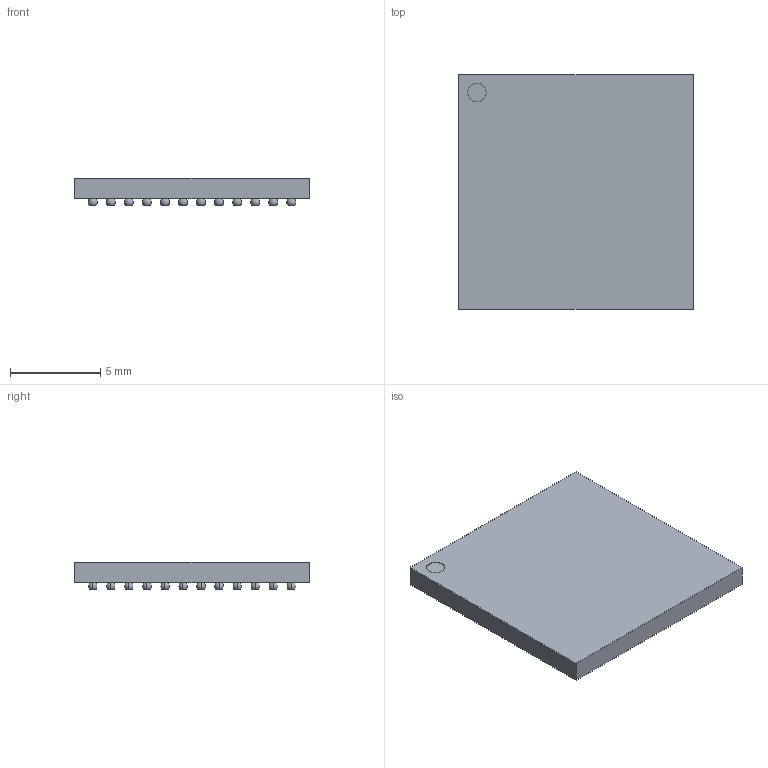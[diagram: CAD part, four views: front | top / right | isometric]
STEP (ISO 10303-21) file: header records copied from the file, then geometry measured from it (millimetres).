
FILE_DESCRIPTION((''),'2;1');
FILE_NAME('BGA144C100P12X12_1300X1300X160.stp','2010-05-11T17:25:47',(''),(''),'Mechanical Desktop 2010','Mechanical Desktop 2010',', , ');
FILE_SCHEMA(('AUTOMOTIVE_DESIGN { 1 2 10303 214 1 1 1 1 }'));
Length unit declared in the file: millimetre
Products named in the file (1): Product
Bounding box: 13 x 13 x 1.55 mm (x, y, z)
Volume: 203.2 mm3; surface area: 508.8 mm2
Topology: 145 solids, 145 shells, 585 faces, 1170 edges, 876 vertices
Faces by surface type: plane 295, sphere 288, cylinder 2
Entity records: 16272 total; most frequent: DIRECTION 3498, CARTESIAN_POINT 2632, ORIENTED_EDGE 2340, AXIS2_PLACEMENT_3D 1742, EDGE_CURVE 1170, CIRCLE 1156, VERTEX_POINT 876, EDGE_LOOP 586
